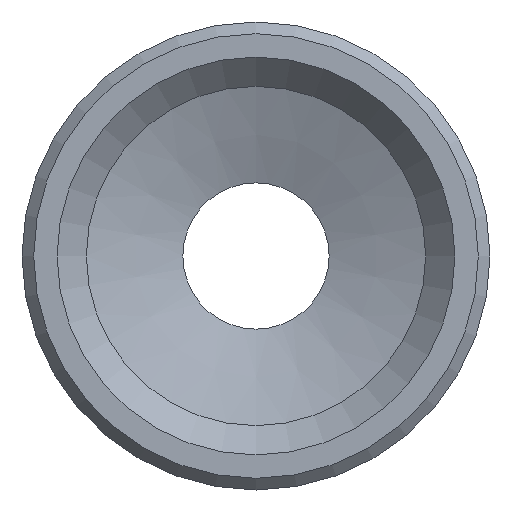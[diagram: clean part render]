
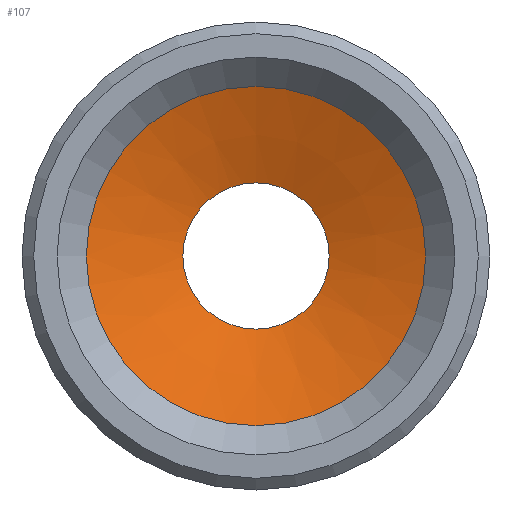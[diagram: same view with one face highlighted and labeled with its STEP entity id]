
A CAD part, front view. The second image highlights one B-rep face of the part: STEP entity #107.
In plain terms, the highlighted conical face has half-angle 70 degrees and reference radius 5.8 mm.
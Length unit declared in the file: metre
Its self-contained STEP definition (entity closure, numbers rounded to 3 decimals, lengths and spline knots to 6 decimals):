
#107 = ADVANCED_FACE( 'NONE', ( #231, #232 ), #233, .F. );
#231 = FACE_OUTER_BOUND( '', #348, .T. );
#232 = FACE_BOUND( '', #349, .T. );
#233 = CONICAL_SURFACE( '', #350, 0.0058, 1.222 );
#348 = EDGE_LOOP( '', ( #542 ) );
#349 = EDGE_LOOP( '', ( #543 ) );
#350 = AXIS2_PLACEMENT_3D( '', #544, #545, #546 );
#542 = ORIENTED_EDGE( '', *, *, #574, .T. );
#543 = ORIENTED_EDGE( '', *, *, #611, .F. );
#544 = CARTESIAN_POINT( '', ( 0., 0.011, 0. ) );
#545 = DIRECTION( '', ( 0., -1., 0. ) );
#546 = DIRECTION( '', ( 0., 0., -1. ) );
#574 = EDGE_CURVE( 'NONE', #659, #659, #660, .T. );
#611 = EDGE_CURVE( 'NONE', #715, #715, #716, .T. );
#659 = VERTEX_POINT( '', #786 );
#660 = CIRCLE( '', #787, 0.0058 );
#715 = VERTEX_POINT( '', #862 );
#716 = CIRCLE( '', #863, 0.0025 );
#786 = CARTESIAN_POINT( '', ( 0., 0.011, -0.0058 ) );
#787 = AXIS2_PLACEMENT_3D( '', #913, #914, #915 );
#862 = CARTESIAN_POINT( '', ( 0., 0.012201, -0.0025 ) );
#863 = AXIS2_PLACEMENT_3D( '', #961, #962, #963 );
#913 = CARTESIAN_POINT( '', ( 0., 0.011, 0. ) );
#914 = DIRECTION( '', ( 0., -1., 0. ) );
#915 = DIRECTION( '', ( 0., 0., -1. ) );
#961 = CARTESIAN_POINT( '', ( 0., 0.012201, 0. ) );
#962 = DIRECTION( '', ( 0., -1., 0. ) );
#963 = DIRECTION( '', ( 0., 0., -1. ) );
